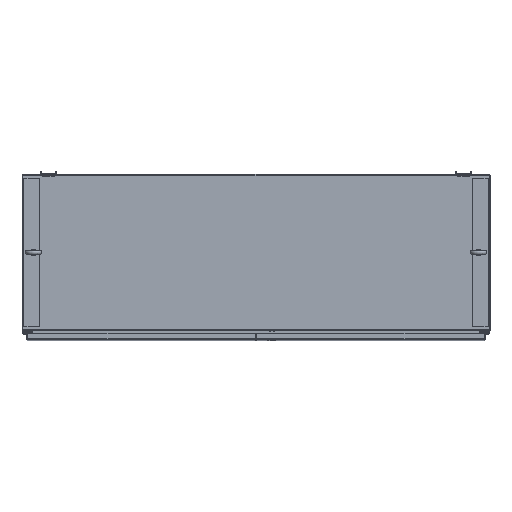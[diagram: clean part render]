
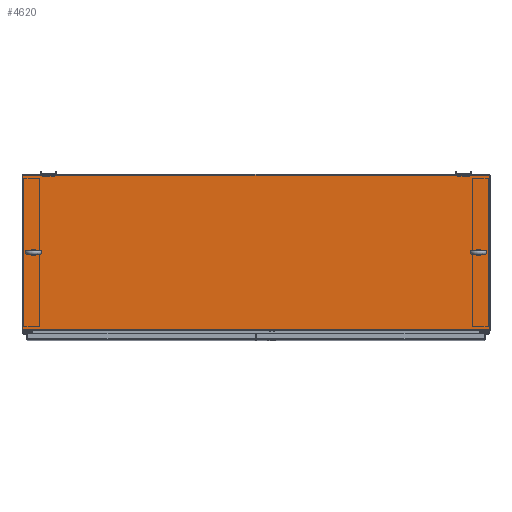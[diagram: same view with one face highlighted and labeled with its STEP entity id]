
A CAD part, top view. The second image highlights one B-rep face of the part: STEP entity #4620.
In plain terms, the highlighted planar face has unit normal (0, 0, 1).
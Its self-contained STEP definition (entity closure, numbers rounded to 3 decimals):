
#4620 = ADVANCED_FACE( '', ( #11365, #11366, #11367 ), #11368, .T. );
#11365 = FACE_BOUND( '', #22144, .T. );
#11366 = FACE_BOUND( '', #22145, .T. );
#11367 = FACE_OUTER_BOUND( '', #22146, .T. );
#11368 = PLANE( '', #22147 );
#22144 = EDGE_LOOP( '', ( #44797 ) );
#22145 = EDGE_LOOP( '', ( #44798 ) );
#22146 = EDGE_LOOP( '', ( #44799, #44800, #44801, #44802 ) );
#22147 = AXIS2_PLACEMENT_3D( '', #44803, #44804, #44805 );
#44797 = ORIENTED_EDGE( '', *, *, #74520, .T. );
#44798 = ORIENTED_EDGE( '', *, *, #74521, .T. );
#44799 = ORIENTED_EDGE( '', *, *, #74522, .T. );
#44800 = ORIENTED_EDGE( '', *, *, #74523, .T. );
#44801 = ORIENTED_EDGE( '', *, *, #74524, .T. );
#44802 = ORIENTED_EDGE( '', *, *, #74525, .T. );
#44803 = CARTESIAN_POINT( '', ( 0., 0., 0. ) );
#44804 = DIRECTION( '', ( 0., 0., 1. ) );
#44805 = DIRECTION( '', ( 1., 0., 0. ) );
#74520 = EDGE_CURVE( '', #85531, #85531, #85532, .T. );
#74521 = EDGE_CURVE( '', #85533, #85533, #85534, .T. );
#74522 = EDGE_CURVE( '', #85535, #85536, #85537, .T. );
#74523 = EDGE_CURVE( '', #85536, #85538, #85539, .T. );
#74524 = EDGE_CURVE( '', #85538, #85540, #85541, .T. );
#74525 = EDGE_CURVE( '', #85540, #85535, #85542, .T. );
#85531 = VERTEX_POINT( '', #104901 );
#85532 = CIRCLE( '', #104902, 7.938 );
#85533 = VERTEX_POINT( '', #104903 );
#85534 = CIRCLE( '', #104904, 7.938 );
#85535 = VERTEX_POINT( '', #104905 );
#85536 = VERTEX_POINT( '', #104906 );
#85537 = LINE( '', #104907, #104908 );
#85538 = VERTEX_POINT( '', #104909 );
#85539 = LINE( '', #104910, #104911 );
#85540 = VERTEX_POINT( '', #104912 );
#85541 = LINE( '', #104913, #104914 );
#85542 = LINE( '', #104915, #104916 );
#104901 = CARTESIAN_POINT( '', ( 732.6, 1.333, 0. ) );
#104902 = AXIS2_PLACEMENT_3D( '', #136606, #136607, #136608 );
#104903 = CARTESIAN_POINT( '', ( -716.725, 1.333, 0. ) );
#104904 = AXIS2_PLACEMENT_3D( '', #136609, #136610, #136611 );
#104905 = CARTESIAN_POINT( '', ( -759.333, 252.667, 0. ) );
#104906 = CARTESIAN_POINT( '', ( -759.333, -249.187, 0. ) );
#104907 = CARTESIAN_POINT( '', ( -759.333, 252.667, 0. ) );
#104908 = VECTOR( '', #136612, 1000. );
#104909 = CARTESIAN_POINT( '', ( 759.333, -249.187, 0. ) );
#104910 = CARTESIAN_POINT( '', ( -759.333, -249.187, 0. ) );
#104911 = VECTOR( '', #136613, 1000. );
#104912 = CARTESIAN_POINT( '', ( 759.333, 252.667, 0. ) );
#104913 = CARTESIAN_POINT( '', ( 759.333, -252.667, 0. ) );
#104914 = VECTOR( '', #136614, 1000. );
#104915 = CARTESIAN_POINT( '', ( 759.333, 252.667, 0. ) );
#104916 = VECTOR( '', #136615, 1000. );
#136606 = CARTESIAN_POINT( '', ( 724.662, 1.333, 0. ) );
#136607 = DIRECTION( '', ( 0., 0., -1. ) );
#136608 = DIRECTION( '', ( 1., 0., 0. ) );
#136609 = CARTESIAN_POINT( '', ( -724.662, 1.333, 0. ) );
#136610 = DIRECTION( '', ( 0., 0., -1. ) );
#136611 = DIRECTION( '', ( 1., 0., 0. ) );
#136612 = DIRECTION( '', ( 0., -1., 0. ) );
#136613 = DIRECTION( '', ( 1., 0., 0. ) );
#136614 = DIRECTION( '', ( 0., 1., 0. ) );
#136615 = DIRECTION( '', ( -1., 0., 0. ) );
